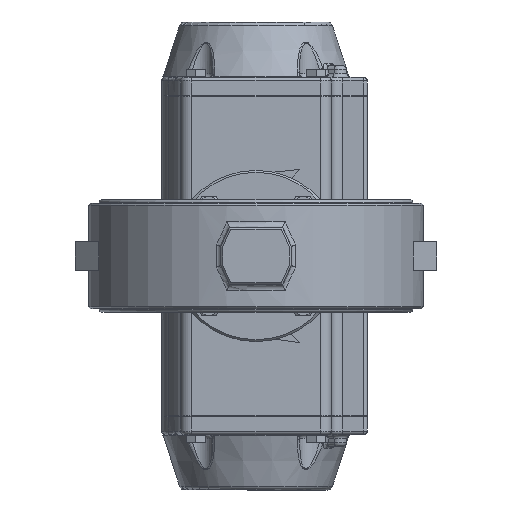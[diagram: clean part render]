
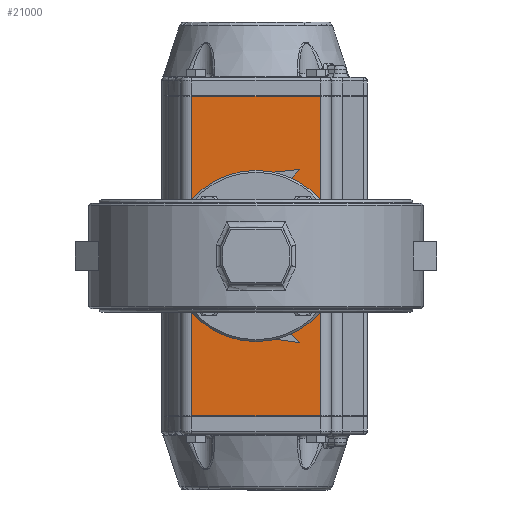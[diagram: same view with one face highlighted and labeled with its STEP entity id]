
A CAD part, front view. The second image highlights one B-rep face of the part: STEP entity #21000.
In plain terms, the highlighted planar face has unit normal (0, -1, 0).
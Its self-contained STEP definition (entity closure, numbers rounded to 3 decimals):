
#2251=LINE('',#51670,#3575);
#2252=LINE('',#51674,#3576);
#2253=LINE('',#51676,#3577);
#2254=LINE('',#51678,#3578);
#3575=VECTOR('',#30762,1000.);
#3576=VECTOR('',#30767,1000.);
#3577=VECTOR('',#30768,1000.);
#3578=VECTOR('',#30769,1000.);
#9683=ORIENTED_EDGE('',*,*,#12986,.F.);
#9684=ORIENTED_EDGE('',*,*,#12988,.T.);
#9685=ORIENTED_EDGE('',*,*,#12989,.T.);
#9686=ORIENTED_EDGE('',*,*,#12990,.T.);
#9687=ORIENTED_EDGE('',*,*,#12283,.T.);
#9688=ORIENTED_EDGE('',*,*,#12282,.F.);
#9689=ORIENTED_EDGE('',*,*,#12280,.F.);
#9690=ORIENTED_EDGE('',*,*,#12278,.F.);
#9691=ORIENTED_EDGE('',*,*,#12276,.F.);
#9692=ORIENTED_EDGE('',*,*,#12274,.F.);
#9693=ORIENTED_EDGE('',*,*,#12272,.F.);
#9694=ORIENTED_EDGE('',*,*,#12270,.F.);
#9695=ORIENTED_EDGE('',*,*,#12268,.F.);
#12268=EDGE_CURVE('',#14590,#14590,#15802,.T.);
#12270=EDGE_CURVE('',#14593,#14593,#15804,.T.);
#12272=EDGE_CURVE('',#14596,#14596,#15806,.T.);
#12274=EDGE_CURVE('',#14599,#14599,#15808,.T.);
#12276=EDGE_CURVE('',#14602,#14602,#15810,.T.);
#12278=EDGE_CURVE('',#14605,#14605,#15812,.T.);
#12280=EDGE_CURVE('',#14608,#14608,#15814,.T.);
#12282=EDGE_CURVE('',#14611,#14611,#15816,.T.);
#12283=EDGE_CURVE('',#14612,#14612,#15817,.T.);
#12986=EDGE_CURVE('',#15071,#15072,#2251,.T.);
#12988=EDGE_CURVE('',#15071,#15073,#2252,.T.);
#12989=EDGE_CURVE('',#15073,#15074,#2253,.T.);
#12990=EDGE_CURVE('',#15074,#15072,#2254,.T.);
#14590=VERTEX_POINT('',#45465);
#14593=VERTEX_POINT('',#45472);
#14596=VERTEX_POINT('',#45479);
#14599=VERTEX_POINT('',#45486);
#14602=VERTEX_POINT('',#45493);
#14605=VERTEX_POINT('',#45500);
#14608=VERTEX_POINT('',#45507);
#14611=VERTEX_POINT('',#45514);
#14612=VERTEX_POINT('',#45517);
#15071=VERTEX_POINT('',#51669);
#15072=VERTEX_POINT('',#51671);
#15073=VERTEX_POINT('',#51675);
#15074=VERTEX_POINT('',#51677);
#15802=CIRCLE('',#24807,2.5);
#15804=CIRCLE('',#24811,2.5);
#15806=CIRCLE('',#24815,2.5);
#15808=CIRCLE('',#24819,2.5);
#15810=CIRCLE('',#24823,3.4);
#15812=CIRCLE('',#24827,3.4);
#15814=CIRCLE('',#24831,3.4);
#15816=CIRCLE('',#24835,3.4);
#15817=CIRCLE('',#24837,20.5);
#17617=EDGE_LOOP('',(#9683,#9684,#9685,#9686));
#17618=EDGE_LOOP('',(#9687));
#17619=EDGE_LOOP('',(#9688));
#17620=EDGE_LOOP('',(#9689));
#17621=EDGE_LOOP('',(#9690));
#17622=EDGE_LOOP('',(#9691));
#17623=EDGE_LOOP('',(#9692));
#17624=EDGE_LOOP('',(#9693));
#17625=EDGE_LOOP('',(#9694));
#17626=EDGE_LOOP('',(#9695));
#19208=FACE_BOUND('',#17617,.T.);
#19209=FACE_BOUND('',#17618,.T.);
#19210=FACE_BOUND('',#17619,.T.);
#19211=FACE_BOUND('',#17620,.T.);
#19212=FACE_BOUND('',#17621,.T.);
#19213=FACE_BOUND('',#17622,.T.);
#19214=FACE_BOUND('',#17623,.T.);
#19215=FACE_BOUND('',#17624,.T.);
#19216=FACE_BOUND('',#17625,.T.);
#19217=FACE_BOUND('',#17626,.T.);
#19770=PLANE('',#25385);
#21000=ADVANCED_FACE('',(#19208,#19209,#19210,#19211,#19212,#19213,#19214,
#19215,#19216,#19217),#19770,.F.);
#24807=AXIS2_PLACEMENT_3D('',#45464,#29385,#29386);
#24811=AXIS2_PLACEMENT_3D('',#45471,#29393,#29394);
#24815=AXIS2_PLACEMENT_3D('',#45478,#29401,#29402);
#24819=AXIS2_PLACEMENT_3D('',#45485,#29409,#29410);
#24823=AXIS2_PLACEMENT_3D('',#45492,#29417,#29418);
#24827=AXIS2_PLACEMENT_3D('',#45499,#29425,#29426);
#24831=AXIS2_PLACEMENT_3D('',#45506,#29433,#29434);
#24835=AXIS2_PLACEMENT_3D('',#45513,#29441,#29442);
#24837=AXIS2_PLACEMENT_3D('',#45516,#29445,#29446);
#25385=AXIS2_PLACEMENT_3D('',#51673,#30765,#30766);
#29385=DIRECTION('',(0.,-1.,0.));
#29386=DIRECTION('',(0.,0.,-1.));
#29393=DIRECTION('',(0.,-1.,0.));
#29394=DIRECTION('',(0.,0.,-1.));
#29401=DIRECTION('',(0.,-1.,0.));
#29402=DIRECTION('',(0.,0.,-1.));
#29409=DIRECTION('',(0.,-1.,0.));
#29410=DIRECTION('',(0.,0.,-1.));
#29417=DIRECTION('',(0.,-1.,0.));
#29418=DIRECTION('',(0.,0.,-1.));
#29425=DIRECTION('',(0.,-1.,0.));
#29426=DIRECTION('',(0.,0.,-1.));
#29433=DIRECTION('',(0.,-1.,0.));
#29434=DIRECTION('',(0.,0.,-1.));
#29441=DIRECTION('',(0.,-1.,0.));
#29442=DIRECTION('',(0.,0.,-1.));
#29445=DIRECTION('',(0.,1.,0.));
#29446=DIRECTION('',(-1.,0.,0.));
#30762=DIRECTION('',(0.,0.,-1.));
#30765=DIRECTION('',(0.,1.,0.));
#30766=DIRECTION('',(1.,0.,0.));
#30767=DIRECTION('',(-1.,0.,0.));
#30768=DIRECTION('',(0.,0.,-1.));
#30769=DIRECTION('',(1.,0.,0.));
#45464=CARTESIAN_POINT('',(-17.678,-58.,-17.678));
#45465=CARTESIAN_POINT('',(-17.678,-58.,-20.178));
#45471=CARTESIAN_POINT('',(17.678,-58.,-17.678));
#45472=CARTESIAN_POINT('',(17.678,-58.,-20.178));
#45478=CARTESIAN_POINT('',(17.678,-58.,17.678));
#45479=CARTESIAN_POINT('',(17.678,-58.,15.178));
#45485=CARTESIAN_POINT('',(-17.678,-58.,17.678));
#45486=CARTESIAN_POINT('',(-17.678,-58.,15.178));
#45492=CARTESIAN_POINT('',(-24.749,-58.,-24.749));
#45493=CARTESIAN_POINT('',(-24.749,-58.,-28.149));
#45499=CARTESIAN_POINT('',(24.749,-58.,-24.749));
#45500=CARTESIAN_POINT('',(24.749,-58.,-28.149));
#45506=CARTESIAN_POINT('',(24.749,-58.,24.749));
#45507=CARTESIAN_POINT('',(24.749,-58.,21.349));
#45513=CARTESIAN_POINT('',(-24.749,-58.,24.749));
#45514=CARTESIAN_POINT('',(-24.749,-58.,21.349));
#45516=CARTESIAN_POINT('',(0.,-58.,0.));
#45517=CARTESIAN_POINT('',(-20.5,-58.,0.));
#51669=CARTESIAN_POINT('',(33.75,-58.,84.));
#51670=CARTESIAN_POINT('',(33.75,-58.,84.5));
#51671=CARTESIAN_POINT('',(33.75,-58.,-84.));
#51673=CARTESIAN_POINT('',(33.75,-58.,84.5));
#51674=CARTESIAN_POINT('',(-33.75,-58.,84.));
#51675=CARTESIAN_POINT('',(-33.75,-58.,84.));
#51676=CARTESIAN_POINT('',(-33.75,-58.,84.5));
#51677=CARTESIAN_POINT('',(-33.75,-58.,-84.));
#51678=CARTESIAN_POINT('',(33.75,-58.,-84.));
